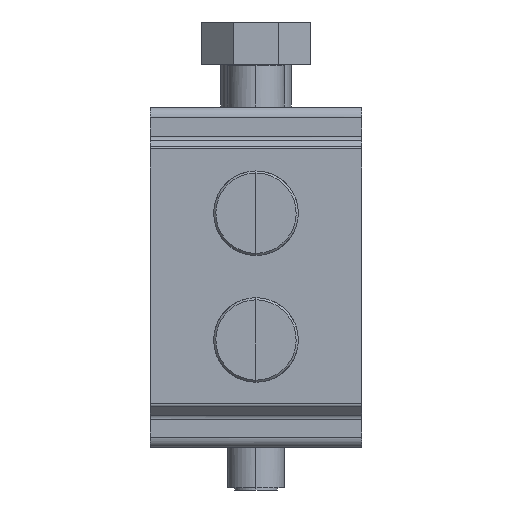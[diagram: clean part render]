
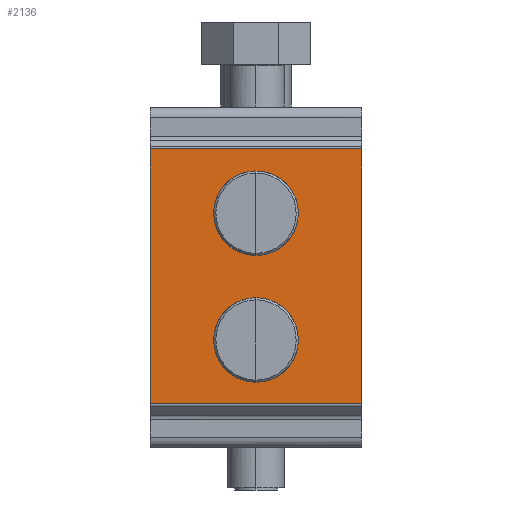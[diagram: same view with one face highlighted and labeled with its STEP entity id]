
A CAD part, left-side view. The second image highlights one B-rep face of the part: STEP entity #2136.
In plain terms, the highlighted planar face has unit normal (-1, 0, 0).
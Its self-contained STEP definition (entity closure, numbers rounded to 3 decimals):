
#235=CARTESIAN_POINT('Vertex',(-302.163,0.,49.666)) ;
#241=CARTESIAN_POINT('Vertex',(-302.163,0.,9.666)) ;
#244=CARTESIAN_POINT('Axis2P3D Location',(-302.163,0.,29.666)) ;
#261=CARTESIAN_POINT('Axis2P3D Location',(-302.163,0.,29.666)) ;
#413=CARTESIAN_POINT('Vertex',(-302.163,0.,-10.334)) ;
#419=CARTESIAN_POINT('Vertex',(-302.163,0.,-50.334)) ;
#422=CARTESIAN_POINT('Axis2P3D Location',(-302.163,0.,-30.334)) ;
#439=CARTESIAN_POINT('Axis2P3D Location',(-302.163,0.,-30.334)) ;
#1367=CARTESIAN_POINT('Vertex',(-302.163,-50.,60.086)) ;
#1381=CARTESIAN_POINT('Vertex',(-302.163,50.,60.086)) ;
#1385=CARTESIAN_POINT('Control Point',(-302.163,-50.,60.086)) ;
#1386=CARTESIAN_POINT('Control Point',(-302.163,50.,60.086)) ;
#2086=CARTESIAN_POINT('Vertex',(-302.163,-50.,-60.506)) ;
#2090=CARTESIAN_POINT('Control Point',(-302.163,50.,-60.506)) ;
#2091=CARTESIAN_POINT('Control Point',(-302.163,-50.,-60.506)) ;
#2092=CARTESIAN_POINT('Vertex',(-302.163,50.,-60.506)) ;
#2109=CARTESIAN_POINT('Axis2P3D Location',(-302.163,-50.,60.086)) ;
#2115=CARTESIAN_POINT('Control Point',(-302.163,-50.,60.086)) ;
#2116=CARTESIAN_POINT('Control Point',(-302.163,-50.,-60.506)) ;
#2119=CARTESIAN_POINT('Control Point',(-302.163,50.,-60.506)) ;
#2120=CARTESIAN_POINT('Control Point',(-302.163,50.,60.086)) ;
#245=DIRECTION('Axis2P3D Direction',(-1.,0.,0.)) ;
#262=DIRECTION('Axis2P3D Direction',(-1.,0.,0.)) ;
#423=DIRECTION('Axis2P3D Direction',(-1.,0.,0.)) ;
#440=DIRECTION('Axis2P3D Direction',(-1.,0.,0.)) ;
#2110=DIRECTION('Axis2P3D Direction',(-1.,0.,0.)) ;
#2111=DIRECTION('Axis2P3D XDirection',(0.,1.,0.)) ;
#246=AXIS2_PLACEMENT_3D('Circle Axis2P3D',#244,#245,$) ;
#263=AXIS2_PLACEMENT_3D('Circle Axis2P3D',#261,#262,$) ;
#424=AXIS2_PLACEMENT_3D('Circle Axis2P3D',#422,#423,$) ;
#441=AXIS2_PLACEMENT_3D('Circle Axis2P3D',#439,#440,$) ;
#2112=AXIS2_PLACEMENT_3D('Plane Axis2P3D',#2109,#2110,#2111) ;
#247=CIRCLE('generated circle',#246,20.) ;
#264=CIRCLE('generated circle',#263,20.) ;
#425=CIRCLE('generated circle',#424,20.) ;
#442=CIRCLE('generated circle',#441,20.) ;
#2113=PLANE('',#2112) ;
#2131=FACE_BOUND('',#2128,.T.) ;
#2135=FACE_BOUND('',#2132,.T.) ;
#248=EDGE_CURVE('',#242,#236,#247,.T.) ;
#265=EDGE_CURVE('',#236,#242,#264,.T.) ;
#426=EDGE_CURVE('',#420,#414,#425,.T.) ;
#443=EDGE_CURVE('',#414,#420,#442,.T.) ;
#1387=EDGE_CURVE('',#1368,#1382,#1384,.T.) ;
#2094=EDGE_CURVE('',#2093,#2087,#2089,.T.) ;
#2117=EDGE_CURVE('',#1368,#2087,#2114,.T.) ;
#2121=EDGE_CURVE('',#2093,#1382,#2118,.T.) ;
#2123=ORIENTED_EDGE('',*,*,#2117,.F.) ;
#2124=ORIENTED_EDGE('',*,*,#1387,.T.) ;
#2125=ORIENTED_EDGE('',*,*,#2121,.F.) ;
#2126=ORIENTED_EDGE('',*,*,#2094,.T.) ;
#2129=ORIENTED_EDGE('',*,*,#248,.F.) ;
#2130=ORIENTED_EDGE('',*,*,#265,.F.) ;
#2133=ORIENTED_EDGE('',*,*,#426,.F.) ;
#2134=ORIENTED_EDGE('',*,*,#443,.F.) ;
#2122=EDGE_LOOP('',(#2123,#2124,#2125,#2126)) ;
#2128=EDGE_LOOP('',(#2129,#2130)) ;
#2132=EDGE_LOOP('',(#2133,#2134)) ;
#236=VERTEX_POINT('',#235) ;
#242=VERTEX_POINT('',#241) ;
#414=VERTEX_POINT('',#413) ;
#420=VERTEX_POINT('',#419) ;
#1368=VERTEX_POINT('',#1367) ;
#1382=VERTEX_POINT('',#1381) ;
#2087=VERTEX_POINT('',#2086) ;
#2093=VERTEX_POINT('',#2092) ;
#2136=ADVANCED_FACE('Solid1',(#2127,#2131,#2135),#2113,.T.) ;
#1384=B_SPLINE_CURVE_WITH_KNOTS('',1,(#1385,#1386),.UNSPECIFIED.,.F.,.U.,(2,2),(0.,0.328),.UNSPECIFIED.) ;
#2089=B_SPLINE_CURVE_WITH_KNOTS('',1,(#2090,#2091),.UNSPECIFIED.,.F.,.U.,(2,2),(0.,0.328),.UNSPECIFIED.) ;
#2114=B_SPLINE_CURVE_WITH_KNOTS('',1,(#2115,#2116),.UNSPECIFIED.,.F.,.U.,(2,2),(0.,120.592),.UNSPECIFIED.) ;
#2118=B_SPLINE_CURVE_WITH_KNOTS('',1,(#2119,#2120),.UNSPECIFIED.,.F.,.U.,(2,2),(0.,120.592),.UNSPECIFIED.) ;
#2127=FACE_OUTER_BOUND('',#2122,.T.) ;
